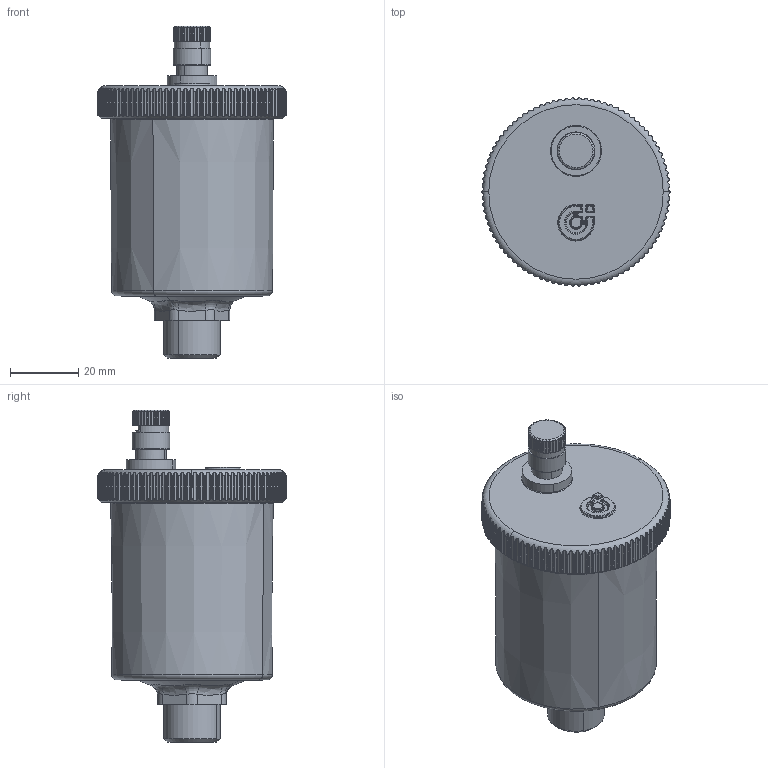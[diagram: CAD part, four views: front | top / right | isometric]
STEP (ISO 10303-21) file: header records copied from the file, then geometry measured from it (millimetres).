
FILE_DESCRIPTION(('CATIA V5 STEP Exchange'),'2;1');
FILE_NAME('STEP_502231_-_TST.stp','2018-11-22T14:51:40+00:00',('none'),('none'),'CATIA Version 5-6 Release 2016 SP4','CATIA V5 STEP AP203','none');
FILE_SCHEMA(('CONFIG_CONTROL_DESIGN'));
Length unit declared in the file: millimetre
Products named in the file (1): 502231 - TST
Bounding box: 55 x 54.97 x 97.02 mm (x, y, z)
Volume: 119854.3 mm3; surface area: 17310.2 mm2
Topology: 1 solids, 3 shells, 874 faces, 2434 edges, 1562 vertices
Faces by surface type: cylinder 477, plane 292, bspline 35, cone 31, torus 22, sphere 17
Entity records: 31692 total; most frequent: CARTESIAN_POINT 12362, ORIENTED_EDGE 4836, DIRECTION 2676, EDGE_CURVE 2418, VERTEX_POINT 1562, AXIS2_PLACEMENT_3D 1123, B_SPLINE_CURVE_WITH_KNOTS 1106, EDGE_LOOP 892
